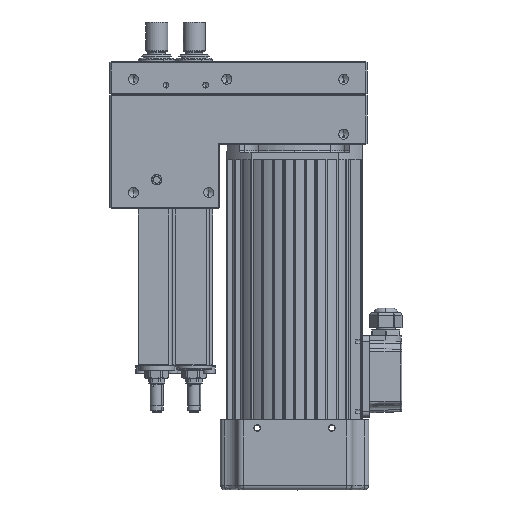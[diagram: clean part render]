
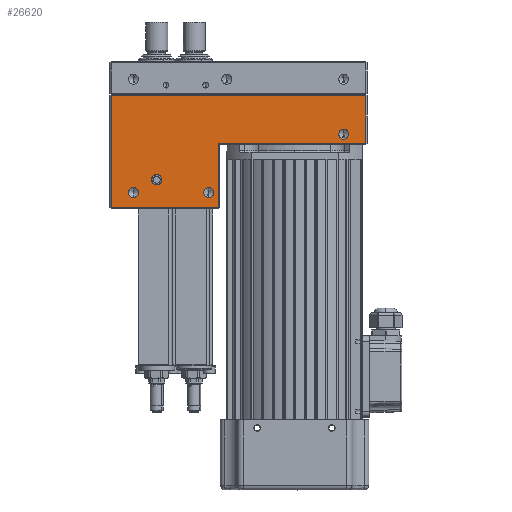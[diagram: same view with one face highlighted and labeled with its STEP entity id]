
A CAD part, left-side view. The second image highlights one B-rep face of the part: STEP entity #26620.
In plain terms, the highlighted planar face has unit normal (-1, 0, 0).
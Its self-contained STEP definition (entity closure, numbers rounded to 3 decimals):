
#302 = EDGE_CURVE ( 'NONE', #113448, #70378, #37926, .T. ) ;
#418 = DIRECTION ( 'NONE',  ( -1., 0., 0. ) ) ;
#954 = VECTOR ( 'NONE', #58341, 1000. ) ;
#2172 = EDGE_CURVE ( 'NONE', #24322, #61733, #19622, .T. ) ;
#2449 = ORIENTED_EDGE ( 'NONE', *, *, #26555, .T. ) ;
#2725 = DIRECTION ( 'NONE',  ( 0., 0., 1. ) ) ;
#2735 = LINE ( 'NONE', #60545, #98621 ) ;
#5417 = AXIS2_PLACEMENT_3D ( 'NONE', #99383, #11823, #37875 ) ;
#6903 = ORIENTED_EDGE ( 'NONE', *, *, #40371, .F. ) ;
#7093 = ORIENTED_EDGE ( 'NONE', *, *, #61861, .F. ) ;
#8630 = CARTESIAN_POINT ( 'NONE',  ( -99.171, 143.542, 41.252 ) ) ;
#8924 = CARTESIAN_POINT ( 'NONE',  ( -99.171, 143.542, 138.252 ) ) ;
#9718 = VECTOR ( 'NONE', #35382, 1000. ) ;
#9749 = EDGE_CURVE ( 'NONE', #88290, #11071, #72815, .T. ) ;
#10087 = VECTOR ( 'NONE', #38969, 1000. ) ;
#11071 = VERTEX_POINT ( 'NONE', #105739 ) ;
#11823 = DIRECTION ( 'NONE',  ( -1., 0., 0. ) ) ;
#13120 = ORIENTED_EDGE ( 'NONE', *, *, #51813, .F. ) ;
#14485 = DIRECTION ( 'NONE',  ( -1., 0., 0. ) ) ;
#15044 = CARTESIAN_POINT ( 'NONE',  ( -99.171, -55.458, 100.002 ) ) ;
#17673 = DIRECTION ( 'NONE',  ( 0., 0., 1. ) ) ;
#17944 = AXIS2_PLACEMENT_3D ( 'NONE', #80024, #98435, #2725 ) ;
#19622 = LINE ( 'NONE', #89791, #10087 ) ;
#20784 = VERTEX_POINT ( 'NONE', #56669 ) ;
#22781 = FACE_BOUND ( 'NONE', #39466, .T. ) ;
#24322 = VERTEX_POINT ( 'NONE', #40560 ) ;
#25229 = CARTESIAN_POINT ( 'NONE',  ( -99.171, 104.542, 65.252 ) ) ;
#26555 = EDGE_CURVE ( 'NONE', #61953, #24322, #47525, .T. ) ;
#26620 = ADVANCED_FACE ( 'NONE', ( #67931, #87083, #55619, #92615, #22781 ), #78129, .F. ) ;
#27583 = CARTESIAN_POINT ( 'NONE',  ( -99.171, 104.542, 60.852 ) ) ;
#28007 = DIRECTION ( 'NONE',  ( -1., 0., 0. ) ) ;
#28126 = DIRECTION ( 'NONE',  ( -1., 0., 0. ) ) ;
#30335 = DIRECTION ( 'NONE',  ( 0., -1., 0. ) ) ;
#31048 = VECTOR ( 'NONE', #30335, 1000. ) ;
#32918 = DIRECTION ( 'NONE',  ( -1., 0., 0. ) ) ;
#33214 = EDGE_LOOP ( 'NONE', ( #103131, #13120 ) ) ;
#33293 = AXIS2_PLACEMENT_3D ( 'NONE', #67518, #40847, #33536 ) ;
#33536 = DIRECTION ( 'NONE',  ( 0., 0., 1. ) ) ;
#33632 = AXIS2_PLACEMENT_3D ( 'NONE', #52531, #28007, #17673 ) ;
#34884 = AXIS2_PLACEMENT_3D ( 'NONE', #40207, #14485, #57740 ) ;
#35382 = DIRECTION ( 'NONE',  ( 0., 0., -1. ) ) ;
#35472 = EDGE_CURVE ( 'NONE', #61733, #98969, #2735, .T. ) ;
#35827 = EDGE_CURVE ( 'NONE', #70378, #61953, #61439, .T. ) ;
#37096 = LINE ( 'NONE', #8924, #9718 ) ;
#37875 = DIRECTION ( 'NONE',  ( 0., 0., 1. ) ) ;
#37926 = LINE ( 'NONE', #65158, #31048 ) ;
#38969 = DIRECTION ( 'NONE',  ( 0., 0., 1. ) ) ;
#39175 = VERTEX_POINT ( 'NONE', #27583 ) ;
#39466 = EDGE_LOOP ( 'NONE', ( #6903, #84617 ) ) ;
#40207 = CARTESIAN_POINT ( 'NONE',  ( -99.171, -55.458, 104.252 ) ) ;
#40282 = EDGE_CURVE ( 'NONE', #90328, #97845, #89474, .T. ) ;
#40371 = EDGE_CURVE ( 'NONE', #20784, #39175, #97663, .T. ) ;
#40439 = ORIENTED_EDGE ( 'NONE', *, *, #35472, .T. ) ;
#40560 = CARTESIAN_POINT ( 'NONE',  ( -99.171, -74.458, 96.252 ) ) ;
#40847 = DIRECTION ( 'NONE',  ( -1., 0., 0. ) ) ;
#45041 = CARTESIAN_POINT ( 'NONE',  ( -99.171, 124.542, 50.002 ) ) ;
#45737 = DIRECTION ( 'NONE',  ( 0., 0., 1. ) ) ;
#47525 = LINE ( 'NONE', #94295, #954 ) ;
#51813 = EDGE_CURVE ( 'NONE', #97845, #90328, #107299, .T. ) ;
#52229 = CIRCLE ( 'NONE', #34884, 4.25 ) ;
#52531 = CARTESIAN_POINT ( 'NONE',  ( -99.171, 60.042, 54.252 ) ) ;
#54724 = CARTESIAN_POINT ( 'NONE',  ( -99.171, 51.542, 41.252 ) ) ;
#55619 = FACE_BOUND ( 'NONE', #69708, .T. ) ;
#56669 = CARTESIAN_POINT ( 'NONE',  ( -99.171, 104.542, 69.652 ) ) ;
#57013 = DIRECTION ( 'NONE',  ( 0., 0., 1. ) ) ;
#57740 = DIRECTION ( 'NONE',  ( 0., 0., 1. ) ) ;
#58341 = DIRECTION ( 'NONE',  ( 0., -1., 0. ) ) ;
#59009 = ORIENTED_EDGE ( 'NONE', *, *, #108450, .F. ) ;
#60545 = CARTESIAN_POINT ( 'NONE',  ( -99.171, 144.542, 137.252 ) ) ;
#60961 = CARTESIAN_POINT ( 'NONE',  ( -99.171, -74.458, 137.252 ) ) ;
#61439 = LINE ( 'NONE', #92587, #80562 ) ;
#61663 = DIRECTION ( 'NONE',  ( 0., 0., 1. ) ) ;
#61733 = VERTEX_POINT ( 'NONE', #60961 ) ;
#61861 = EDGE_CURVE ( 'NONE', #11071, #88290, #68214, .T. ) ;
#61953 = VERTEX_POINT ( 'NONE', #63957 ) ;
#63957 = CARTESIAN_POINT ( 'NONE',  ( -99.171, 51.542, 96.252 ) ) ;
#65158 = CARTESIAN_POINT ( 'NONE',  ( -99.171, 144.542, 41.252 ) ) ;
#66528 = CARTESIAN_POINT ( 'NONE',  ( -99.171, 124.542, 58.502 ) ) ;
#67100 = CIRCLE ( 'NONE', #17944, 4.4 ) ;
#67518 = CARTESIAN_POINT ( 'NONE',  ( -99.171, -55.458, 104.252 ) ) ;
#67931 = FACE_OUTER_BOUND ( 'NONE', #100252, .T. ) ;
#68214 = CIRCLE ( 'NONE', #33632, 4.25 ) ;
#68357 = VERTEX_POINT ( 'NONE', #15044 ) ;
#69708 = EDGE_LOOP ( 'NONE', ( #7093, #83023 ) ) ;
#70162 = DIRECTION ( 'NONE',  ( 1., 0., 0. ) ) ;
#70378 = VERTEX_POINT ( 'NONE', #54724 ) ;
#71152 = ORIENTED_EDGE ( 'NONE', *, *, #302, .T. ) ;
#72815 = CIRCLE ( 'NONE', #5417, 4.25 ) ;
#75672 = ORIENTED_EDGE ( 'NONE', *, *, #35827, .T. ) ;
#77779 = ORIENTED_EDGE ( 'NONE', *, *, #2172, .T. ) ;
#77929 = DIRECTION ( 'NONE',  ( 0., 0., 1. ) ) ;
#78129 = PLANE ( 'NONE',  #89121 ) ;
#78518 = DIRECTION ( 'NONE',  ( 0., 1., 0. ) ) ;
#79703 = EDGE_CURVE ( 'NONE', #92889, #68357, #52229, .T. ) ;
#80024 = CARTESIAN_POINT ( 'NONE',  ( -99.171, 104.542, 65.252 ) ) ;
#80562 = VECTOR ( 'NONE', #57013, 1000. ) ;
#83023 = ORIENTED_EDGE ( 'NONE', *, *, #9749, .F. ) ;
#84617 = ORIENTED_EDGE ( 'NONE', *, *, #104695, .F. ) ;
#86132 = DIRECTION ( 'NONE',  ( 0., 1., 0. ) ) ;
#86553 = ORIENTED_EDGE ( 'NONE', *, *, #111335, .T. ) ;
#86568 = CARTESIAN_POINT ( 'NONE',  ( -99.171, 144.542, 138.252 ) ) ;
#87083 = FACE_BOUND ( 'NONE', #33214, .T. ) ;
#88290 = VERTEX_POINT ( 'NONE', #109767 ) ;
#89121 = AXIS2_PLACEMENT_3D ( 'NONE', #86568, #70162, #78518 ) ;
#89154 = AXIS2_PLACEMENT_3D ( 'NONE', #105290, #418, #61663 ) ;
#89474 = CIRCLE ( 'NONE', #106514, 4.25 ) ;
#89791 = CARTESIAN_POINT ( 'NONE',  ( -99.171, -74.458, 138.252 ) ) ;
#90328 = VERTEX_POINT ( 'NONE', #66528 ) ;
#92587 = CARTESIAN_POINT ( 'NONE',  ( -99.171, 51.542, 138.252 ) ) ;
#92615 = FACE_BOUND ( 'NONE', #102044, .T. ) ;
#92889 = VERTEX_POINT ( 'NONE', #94663 ) ;
#94295 = CARTESIAN_POINT ( 'NONE',  ( -99.171, -75.458, 96.252 ) ) ;
#94663 = CARTESIAN_POINT ( 'NONE',  ( -99.171, -55.458, 108.502 ) ) ;
#96961 = AXIS2_PLACEMENT_3D ( 'NONE', #25229, #32918, #77929 ) ;
#97663 = CIRCLE ( 'NONE', #96961, 4.4 ) ;
#97845 = VERTEX_POINT ( 'NONE', #45041 ) ;
#98435 = DIRECTION ( 'NONE',  ( -1., 0., 0. ) ) ;
#98621 = VECTOR ( 'NONE', #86132, 1000. ) ;
#98969 = VERTEX_POINT ( 'NONE', #106372 ) ;
#99383 = CARTESIAN_POINT ( 'NONE',  ( -99.171, 60.042, 54.252 ) ) ;
#100252 = EDGE_LOOP ( 'NONE', ( #75672, #2449, #77779, #40439, #86553, #71152 ) ) ;
#102044 = EDGE_LOOP ( 'NONE', ( #104020, #59009 ) ) ;
#103131 = ORIENTED_EDGE ( 'NONE', *, *, #40282, .F. ) ;
#104020 = ORIENTED_EDGE ( 'NONE', *, *, #79703, .F. ) ;
#104440 = CIRCLE ( 'NONE', #33293, 4.25 ) ;
#104695 = EDGE_CURVE ( 'NONE', #39175, #20784, #67100, .T. ) ;
#105290 = CARTESIAN_POINT ( 'NONE',  ( -99.171, 124.542, 54.252 ) ) ;
#105739 = CARTESIAN_POINT ( 'NONE',  ( -99.171, 60.042, 58.502 ) ) ;
#106372 = CARTESIAN_POINT ( 'NONE',  ( -99.171, 143.542, 137.252 ) ) ;
#106514 = AXIS2_PLACEMENT_3D ( 'NONE', #106573, #28126, #45737 ) ;
#106573 = CARTESIAN_POINT ( 'NONE',  ( -99.171, 124.542, 54.252 ) ) ;
#107299 = CIRCLE ( 'NONE', #89154, 4.25 ) ;
#108450 = EDGE_CURVE ( 'NONE', #68357, #92889, #104440, .T. ) ;
#109767 = CARTESIAN_POINT ( 'NONE',  ( -99.171, 60.042, 50.002 ) ) ;
#111335 = EDGE_CURVE ( 'NONE', #98969, #113448, #37096, .T. ) ;
#113448 = VERTEX_POINT ( 'NONE', #8630 ) ;
